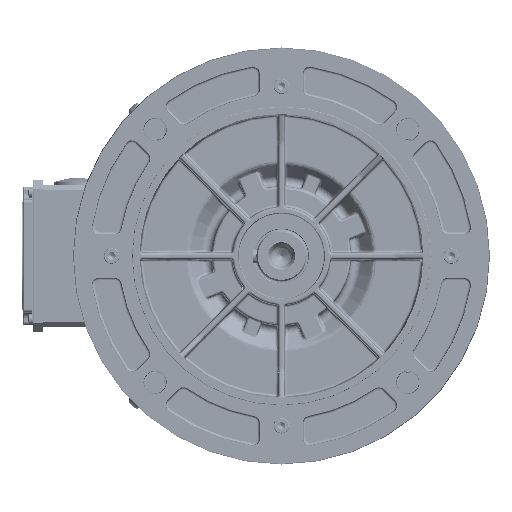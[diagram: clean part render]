
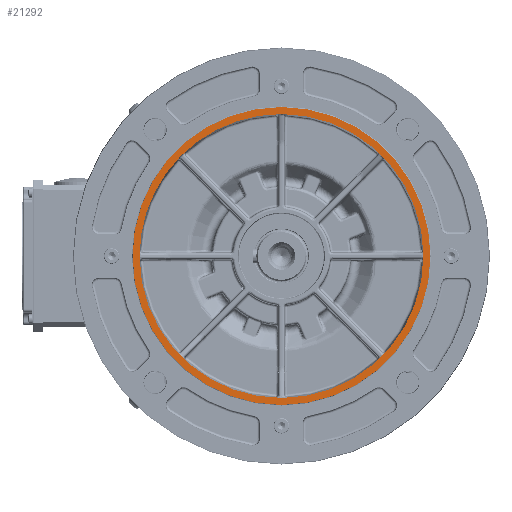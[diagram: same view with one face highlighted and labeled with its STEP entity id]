
A CAD part, left-side view. The second image highlights one B-rep face of the part: STEP entity #21292.
In plain terms, the highlighted planar face has unit normal (-1, 0, 0).
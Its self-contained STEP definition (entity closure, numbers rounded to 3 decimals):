
#9452=FACE_BOUND('',#36866,.T.);
#9453=FACE_BOUND('',#36867,.T.);
#13439=CIRCLE('',#133730,119.124);
#13440=CIRCLE('',#133731,125.);
#21292=ADVANCED_FACE('',(#9452,#9453),#27949,.T.);
#27949=PLANE('',#133732);
#36866=EDGE_LOOP('',(#63264));
#36867=EDGE_LOOP('',(#63265));
#63264=ORIENTED_EDGE('',*,*,#112037,.F.);
#63265=ORIENTED_EDGE('',*,*,#112038,.T.);
#97013=VERTEX_POINT('',#195204);
#97014=VERTEX_POINT('',#195206);
#112037=EDGE_CURVE('',#97013,#97013,#13439,.T.);
#112038=EDGE_CURVE('',#97014,#97014,#13440,.T.);
#133730=AXIS2_PLACEMENT_3D('',#195203,#149515,#149516);
#133731=AXIS2_PLACEMENT_3D('',#195205,#149517,#149518);
#133732=AXIS2_PLACEMENT_3D('',#195207,#149519,#149520);
#149515=DIRECTION('',(-1.,0.,0.));
#149516=DIRECTION('',(0.,0.,1.));
#149517=DIRECTION('',(-1.,0.,0.));
#149518=DIRECTION('',(0.,0.,1.));
#149519=DIRECTION('',(-1.,0.,0.));
#149520=DIRECTION('',(0.,0.,1.));
#195203=CARTESIAN_POINT('',(-40.,117.,0.));
#195204=CARTESIAN_POINT('',(-40.,117.,119.124));
#195205=CARTESIAN_POINT('',(-40.,117.,0.));
#195206=CARTESIAN_POINT('',(-40.,117.,125.));
#195207=CARTESIAN_POINT('',(-40.,-8.,0.));
